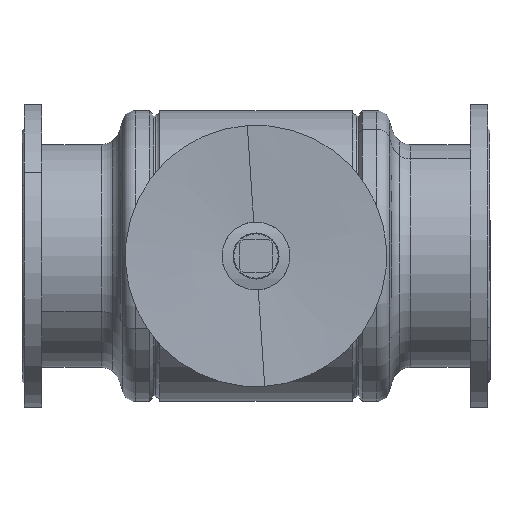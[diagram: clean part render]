
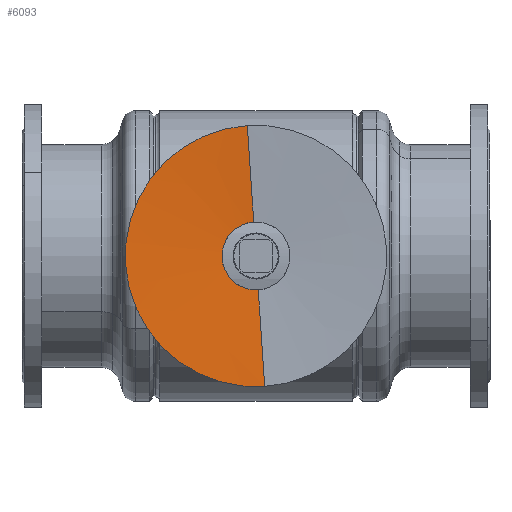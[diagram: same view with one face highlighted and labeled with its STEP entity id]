
A CAD part, front view. The second image highlights one B-rep face of the part: STEP entity #6093.
In plain terms, the highlighted conical face has half-angle 86.906 degrees and reference radius 65 mm.
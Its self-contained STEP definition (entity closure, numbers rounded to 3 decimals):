
#327 = EDGE_LOOP ( 'NONE', ( #9498, #1465, #1879, #608 ) ) ;
#375 = VECTOR ( 'NONE', #8225, 1000. ) ;
#572 = CIRCLE ( 'NONE', #1801, 65. ) ;
#608 = ORIENTED_EDGE ( 'NONE', *, *, #1722, .F. ) ;
#950 = EDGE_CURVE ( 'NONE', #6112, #9169, #572, .T. ) ;
#1465 = ORIENTED_EDGE ( 'NONE', *, *, #6130, .T. ) ;
#1542 = VERTEX_POINT ( 'NONE', #8989 ) ;
#1722 = EDGE_CURVE ( 'NONE', #9169, #7613, #8960, .T. ) ;
#1801 = AXIS2_PLACEMENT_3D ( 'NONE', #8184, #3806, #5924 ) ;
#1879 = ORIENTED_EDGE ( 'NONE', *, *, #2519, .T. ) ;
#2014 = DIRECTION ( 'NONE',  ( 0., -1., 0. ) ) ;
#2200 = DIRECTION ( 'NONE',  ( 0., -0.054, 0.999 ) ) ;
#2255 = AXIS2_PLACEMENT_3D ( 'NONE', #3696, #2014, #7380 ) ;
#2380 = CARTESIAN_POINT ( 'NONE',  ( 0., 10., 65. ) ) ;
#2519 = EDGE_CURVE ( 'NONE', #1542, #7613, #7079, .T. ) ;
#2982 = LINE ( 'NONE', #6777, #5697 ) ;
#3134 = CARTESIAN_POINT ( 'NONE',  ( 0., 10., 0. ) ) ;
#3696 = CARTESIAN_POINT ( 'NONE',  ( 0., 0., 0. ) ) ;
#3806 = DIRECTION ( 'NONE',  ( 0., -1., 0. ) ) ;
#4158 = CONICAL_SURFACE ( 'NONE', #8504, 65., 1.517 ) ;
#5105 = CARTESIAN_POINT ( 'NONE',  ( 0., 10., -65. ) ) ;
#5644 = CARTESIAN_POINT ( 'NONE',  ( 0., 0., -250. ) ) ;
#5697 = VECTOR ( 'NONE', #2200, 1000. ) ;
#5924 = DIRECTION ( 'NONE',  ( 0., 0., -1. ) ) ;
#6093 = ADVANCED_FACE ( 'NONE', ( #8305 ), #4158, .F. ) ;
#6094 = CARTESIAN_POINT ( 'NONE',  ( 0., 10., -65. ) ) ;
#6112 = VERTEX_POINT ( 'NONE', #2380 ) ;
#6130 = EDGE_CURVE ( 'NONE', #6112, #1542, #2982, .T. ) ;
#6633 = DIRECTION ( 'NONE',  ( 0., -1., 0. ) ) ;
#6777 = CARTESIAN_POINT ( 'NONE',  ( 0., 10., 65. ) ) ;
#7079 = CIRCLE ( 'NONE', #2255, 250. ) ;
#7380 = DIRECTION ( 'NONE',  ( 0., 0., -1. ) ) ;
#7428 = DIRECTION ( 'NONE',  ( 0., 0., -1. ) ) ;
#7613 = VERTEX_POINT ( 'NONE', #5644 ) ;
#8184 = CARTESIAN_POINT ( 'NONE',  ( 0., 10., 0. ) ) ;
#8225 = DIRECTION ( 'NONE',  ( 0., -0.054, -0.999 ) ) ;
#8305 = FACE_OUTER_BOUND ( 'NONE', #327, .T. ) ;
#8504 = AXIS2_PLACEMENT_3D ( 'NONE', #3134, #6633, #7428 ) ;
#8960 = LINE ( 'NONE', #5105, #375 ) ;
#8989 = CARTESIAN_POINT ( 'NONE',  ( 0., 0., 250. ) ) ;
#9169 = VERTEX_POINT ( 'NONE', #6094 ) ;
#9498 = ORIENTED_EDGE ( 'NONE', *, *, #950, .F. ) ;
